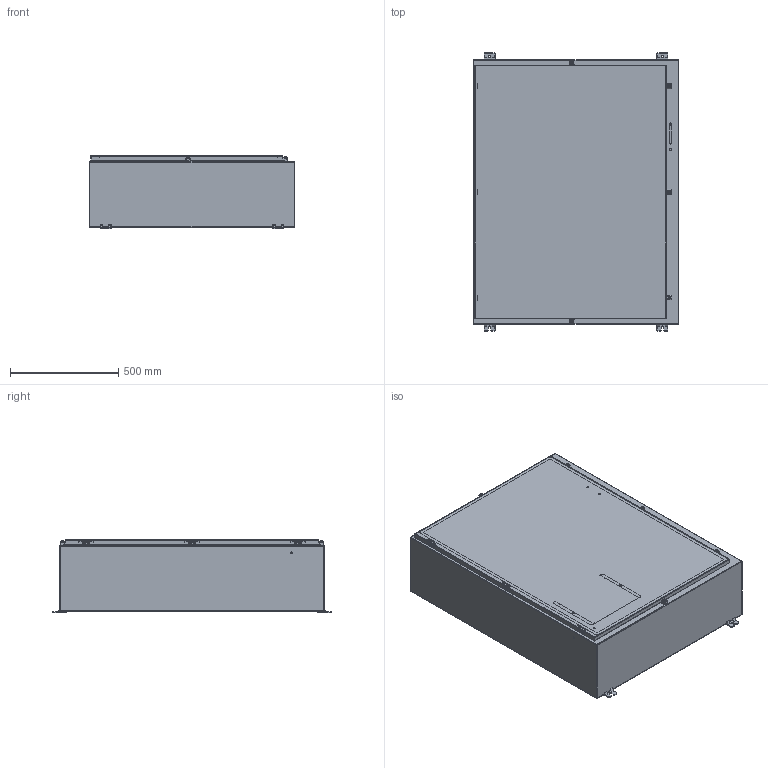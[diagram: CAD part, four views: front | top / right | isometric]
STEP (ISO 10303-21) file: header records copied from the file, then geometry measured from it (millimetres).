
FILE_DESCRIPTION (( 'STEP AP214' ), '1' );
FILE_NAME ('SCE-48HS3712LP.STEP', '2023-04-04T12:44:25', ( '' ), ( '' ), 'SwSTEP 2.0', 'SolidWorks 2021', '' );
FILE_SCHEMA (( 'AUTOMOTIVE_DESIGN' ));
Length unit declared in the file: inch
Products named in the file (1): SCE-48HS3712LP
Bounding box: 949.33 x 1282.7 x 338.91 mm (x, y, z)
Volume: 11345100.4 mm3; surface area: 10226176.6 mm2
Topology: 81 solids, 83 shells, 3710 faces, 9195 edges, 5687 vertices
Faces by surface type: plane 1424, cylinder 1110, bspline 522, torus 392, sphere 150, cone 112
Full cylindrical faces by diameter (mm): 1.016 x3, 3.454 x3, 3.978 x3, 4.318 x9, 4.369 x6, 4.978 x12, 5.156 x5, 5.182 x6, 5.207 x6, 5.232 x6, 5.537 x3, 6.096 x6, 6.198 x6, 6.299 x11, 6.35 x11, 6.363 x2, 7.137 x6, 7.874 x8, 7.925 x8, 8.433 x8, 9.296 x8, 9.322 x8, 9.525 x6, 9.55 x4, 11.125 x2, 12.7 x8, 12.878 x5, 14.288 x2, 14.986 x4
Entity records: 149575 total; most frequent: CARTESIAN_POINT 68479, ORIENTED_EDGE 17176, DIRECTION 15047, EDGE_CURVE 8588, AXIS2_PLACEMENT_3D 5634, VERTEX_POINT 5547, EDGE_LOOP 4375, FACE_OUTER_BOUND 4006
